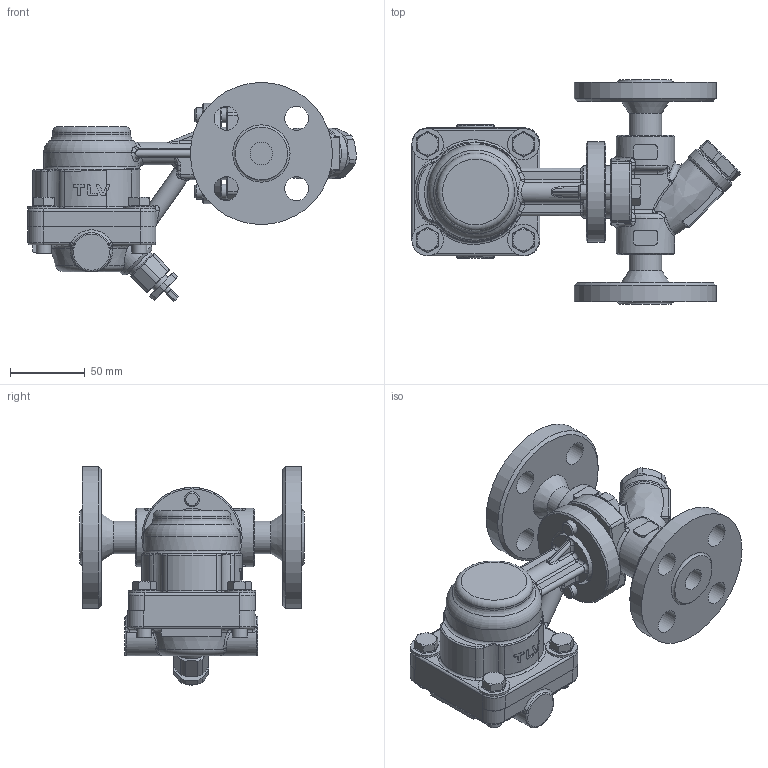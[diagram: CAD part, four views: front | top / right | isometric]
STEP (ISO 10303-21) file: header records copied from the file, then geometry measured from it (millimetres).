
FILE_DESCRIPTION(/* description */ (''),/* implementation_level */ '2;1');
FILE_NAME(/* name */ 'fsnlz-015-a0300-01.stp',/* time_stamp */ '2018-09-18T09:38:24+09:00',/* author */ ('nakaot'),/* organization */ (''),/* preprocessor_version */ 'ST-DEVELOPER v15.6',/* originating_system */ 'Autodesk Inventor 2015',/* authorisation */ '');
FILE_SCHEMA (('CONFIG_CONTROL_DESIGN'));
Length unit declared in the file: centimetre
Products named in the file (1): fsnlz-015-a0300-01
Bounding box: 219.28 x 150 x 146.46 mm (x, y, z)
Volume: 816059.3 mm3; surface area: 133989.8 mm2
Topology: 1 solids, 9 shells, 738 faces, 1745 edges, 1054 vertices
Faces by surface type: plane 248, cylinder 242, bspline 99, cone 71, torus 68, sphere 10
Full cylindrical faces by diameter (mm): 4 x2, 4.6 x1, 6 x1, 7 x1, 10 x9, 10.5 x2, 11 x4, 12 x1, 12.6 x1, 14.5 x1, 15 x2, 16 x9, 17 x2, 20 x1, 21 x4, 21.7 x3, 24 x2, 24.2 x1, 25 x2, 28 x1, 29 x1, 30.9 x1, 33.6 x1, 33.8 x1, 34 x1, 35 x3, 35.5 x1, 35.6 x1, 39 x3, 52 x1
Entity records: 24827 total; most frequent: CARTESIAN_POINT 8800, DIRECTION 3209, ORIENTED_EDGE 3180, EDGE_CURVE 1590, AXIS2_PLACEMENT_3D 1358, VERTEX_POINT 1012, EDGE_LOOP 916, FACE_OUTER_BOUND 738
